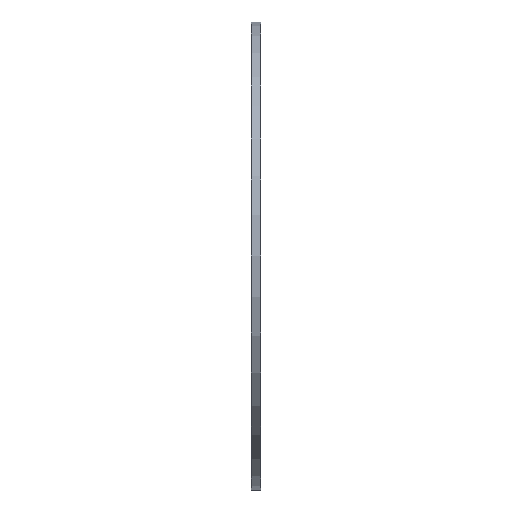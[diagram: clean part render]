
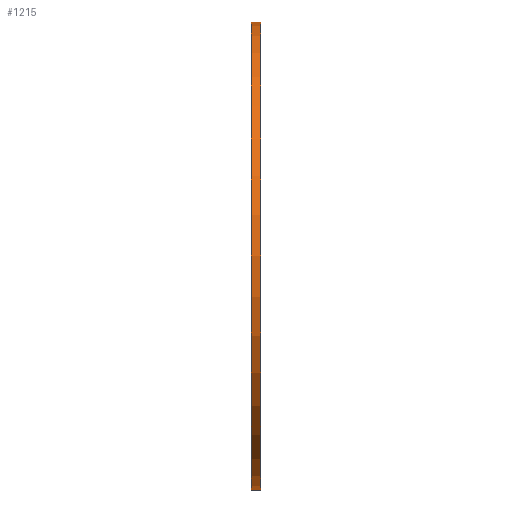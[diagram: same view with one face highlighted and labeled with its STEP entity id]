
A CAD part, front view. The second image highlights one B-rep face of the part: STEP entity #1215.
In plain terms, the highlighted cylindrical face has radius 812.8 mm (diameter 1625.6 mm), a partial arc.
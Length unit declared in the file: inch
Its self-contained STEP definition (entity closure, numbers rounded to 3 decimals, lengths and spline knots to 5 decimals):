
#25 = DIRECTION ( 'NONE',  ( 0., 0., 1. ) ) ;
#26 = VERTEX_POINT ( 'NONE', #232 ) ;
#59 = VECTOR ( 'NONE', #1615, 39.37008 ) ;
#88 = EDGE_CURVE ( 'NONE', #26, #1015, #132, .T. ) ;
#132 = LINE ( 'NONE', #647, #1181 ) ;
#178 = CARTESIAN_POINT ( 'NONE',  ( 0.0625, 0., -32. ) ) ;
#228 = CARTESIAN_POINT ( 'NONE',  ( 0.0625, 0., 0. ) ) ;
#232 = CARTESIAN_POINT ( 'NONE',  ( 1.3125, 0., -32. ) ) ;
#244 = ORIENTED_EDGE ( 'NONE', *, *, #470, .F. ) ;
#316 = CARTESIAN_POINT ( 'NONE',  ( 1.3125, 0., 32. ) ) ;
#336 = VERTEX_POINT ( 'NONE', #1068 ) ;
#341 = FACE_OUTER_BOUND ( 'NONE', #649, .T. ) ;
#397 = ORIENTED_EDGE ( 'NONE', *, *, #1544, .T. ) ;
#470 = EDGE_CURVE ( 'NONE', #1015, #336, #921, .T. ) ;
#617 = DIRECTION ( 'NONE',  ( -1., 0., 0. ) ) ;
#647 = CARTESIAN_POINT ( 'NONE',  ( 0., 0., -32. ) ) ;
#649 = EDGE_LOOP ( 'NONE', ( #1038, #1059, #397, #244 ) ) ;
#662 = CARTESIAN_POINT ( 'NONE',  ( 1.3125, 0., 0. ) ) ;
#676 = DIRECTION ( 'NONE',  ( -1., 0., 0. ) ) ;
#701 = DIRECTION ( 'NONE',  ( -1., 0., 0. ) ) ;
#732 = AXIS2_PLACEMENT_3D ( 'NONE', #971, #701, #834 ) ;
#834 = DIRECTION ( 'NONE',  ( 0., 0., 1. ) ) ;
#921 = CIRCLE ( 'NONE', #1577, 32. ) ;
#971 = CARTESIAN_POINT ( 'NONE',  ( 0., 0., 0. ) ) ;
#985 = CARTESIAN_POINT ( 'NONE',  ( 0., 0., 32. ) ) ;
#1015 = VERTEX_POINT ( 'NONE', #178 ) ;
#1038 = ORIENTED_EDGE ( 'NONE', *, *, #88, .F. ) ;
#1059 = ORIENTED_EDGE ( 'NONE', *, *, #1081, .T. ) ;
#1068 = CARTESIAN_POINT ( 'NONE',  ( 0.0625, 0., 32. ) ) ;
#1075 = AXIS2_PLACEMENT_3D ( 'NONE', #662, #676, #25 ) ;
#1081 = EDGE_CURVE ( 'NONE', #26, #1193, #1530, .T. ) ;
#1181 = VECTOR ( 'NONE', #1523, 39.37008 ) ;
#1193 = VERTEX_POINT ( 'NONE', #316 ) ;
#1215 = ADVANCED_FACE ( 'NONE', ( #341 ), #1325, .T. ) ;
#1290 = LINE ( 'NONE', #985, #59 ) ;
#1325 = CYLINDRICAL_SURFACE ( 'NONE', #732, 32. ) ;
#1476 = DIRECTION ( 'NONE',  ( 0., 0., 1. ) ) ;
#1523 = DIRECTION ( 'NONE',  ( -1., 0., 0. ) ) ;
#1530 = CIRCLE ( 'NONE', #1075, 32. ) ;
#1544 = EDGE_CURVE ( 'NONE', #1193, #336, #1290, .T. ) ;
#1577 = AXIS2_PLACEMENT_3D ( 'NONE', #228, #617, #1476 ) ;
#1615 = DIRECTION ( 'NONE',  ( -1., 0., 0. ) ) ;
